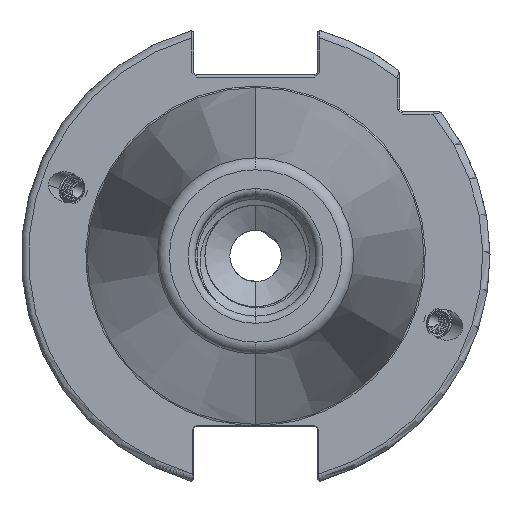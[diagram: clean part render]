
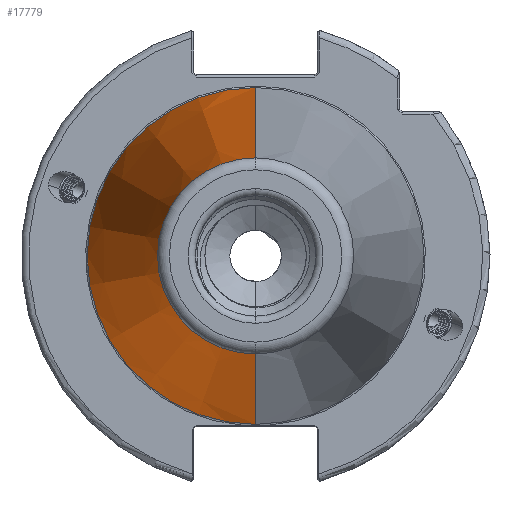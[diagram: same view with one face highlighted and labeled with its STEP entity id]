
A CAD part, left-side view. The second image highlights one B-rep face of the part: STEP entity #17779.
In plain terms, the highlighted conical face has half-angle 8.297 degrees and reference radius 35.392 mm.
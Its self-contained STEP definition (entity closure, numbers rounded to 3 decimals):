
#2214 = DIRECTION ( 'NONE',  ( 0., 0., -1. ) ) ;
#2243 = CARTESIAN_POINT ( 'NONE',  ( 0., 0., 0. ) ) ;
#2253 = DIRECTION ( 'NONE',  ( 1., 0., 0. ) ) ;
#4808 = VECTOR ( 'NONE', #13069, 1000. ) ;
#4812 = CIRCLE ( 'NONE', #11183, 35.027 ) ;
#4814 = LINE ( 'NONE', #13065, #4808 ) ;
#4860 = CIRCLE ( 'NONE', #11189, 20.399 ) ;
#9713 = CARTESIAN_POINT ( 'NONE',  ( 0., 0., 35.392 ) ) ;
#9746 = DIRECTION ( 'NONE',  ( 0.99, 0., 0.144 ) ) ;
#10189 = CARTESIAN_POINT ( 'NONE',  ( -2.5, 0., 0. ) ) ;
#10206 = DIRECTION ( 'NONE',  ( 0., 1., 0. ) ) ;
#10241 = DIRECTION ( 'NONE',  ( 1., 0., 0. ) ) ;
#11183 = AXIS2_PLACEMENT_3D ( 'NONE', #13528, #13529, #13557 ) ;
#11189 = AXIS2_PLACEMENT_3D ( 'NONE', #13305, #13298, #13312 ) ;
#11211 = AXIS2_PLACEMENT_3D ( 'NONE', #10189, #10241, #10206 ) ;
#12022 = EDGE_LOOP ( 'NONE', ( #14750, #27707, #14759, #14757, #14764 ) ) ;
#12753 = VERTEX_POINT ( 'NONE', #13848 ) ;
#12758 = VERTEX_POINT ( 'NONE', #13860 ) ;
#12761 = VERTEX_POINT ( 'NONE', #13826 ) ;
#12779 = VERTEX_POINT ( 'NONE', #13873 ) ;
#12803 = VERTEX_POINT ( 'NONE', #13831 ) ;
#13065 = CARTESIAN_POINT ( 'NONE',  ( 0., 0., -35.392 ) ) ;
#13069 = DIRECTION ( 'NONE',  ( 0.99, 0., -0.144 ) ) ;
#13298 = DIRECTION ( 'NONE',  ( 1., 0., 0. ) ) ;
#13305 = CARTESIAN_POINT ( 'NONE',  ( -102.811, 0., 0. ) ) ;
#13312 = DIRECTION ( 'NONE',  ( 0., 0., 1. ) ) ;
#13528 = CARTESIAN_POINT ( 'NONE',  ( -2.5, 0., 0. ) ) ;
#13529 = DIRECTION ( 'NONE',  ( 1., 0., 0. ) ) ;
#13557 = DIRECTION ( 'NONE',  ( 0., 1., 0. ) ) ;
#13826 = CARTESIAN_POINT ( 'NONE',  ( -2.5, 0., 35.027 ) ) ;
#13831 = CARTESIAN_POINT ( 'NONE',  ( -2.5, 0., -35.027 ) ) ;
#13848 = CARTESIAN_POINT ( 'NONE',  ( -102.811, 0., -20.399 ) ) ;
#13860 = CARTESIAN_POINT ( 'NONE',  ( -102.811, 0., 20.399 ) ) ;
#13873 = CARTESIAN_POINT ( 'NONE',  ( -2.5, 35.027, 0. ) ) ;
#14489 = EDGE_CURVE ( 'NONE', #12779, #12761, #4812, .T. ) ;
#14493 = EDGE_CURVE ( 'NONE', #12753, #12803, #4814, .T. ) ;
#14533 = EDGE_CURVE ( 'NONE', #12753, #12758, #4860, .T. ) ;
#14583 = EDGE_CURVE ( 'NONE', #12803, #12779, #23569, .T. ) ;
#14599 = EDGE_CURVE ( 'NONE', #12758, #12761, #23521, .T. ) ;
#14750 = ORIENTED_EDGE ( 'NONE', *, *, #14533, .T. ) ;
#14757 = ORIENTED_EDGE ( 'NONE', *, *, #14583, .F. ) ;
#14759 = ORIENTED_EDGE ( 'NONE', *, *, #14489, .F. ) ;
#14764 = ORIENTED_EDGE ( 'NONE', *, *, #14493, .F. ) ;
#14867 = AXIS2_PLACEMENT_3D ( 'NONE', #2243, #2253, #2214 ) ;
#17779 = ADVANCED_FACE ( 'NONE', ( #23310 ), #23351, .T. ) ;
#23310 = FACE_OUTER_BOUND ( 'NONE', #12022, .T. ) ;
#23351 = CONICAL_SURFACE ( 'NONE', #14867, 35.392, 0.145 ) ;
#23508 = VECTOR ( 'NONE', #9746, 1000. ) ;
#23521 = LINE ( 'NONE', #9713, #23508 ) ;
#23569 = CIRCLE ( 'NONE', #11211, 35.027 ) ;
#27707 = ORIENTED_EDGE ( 'NONE', *, *, #14599, .T. ) ;
